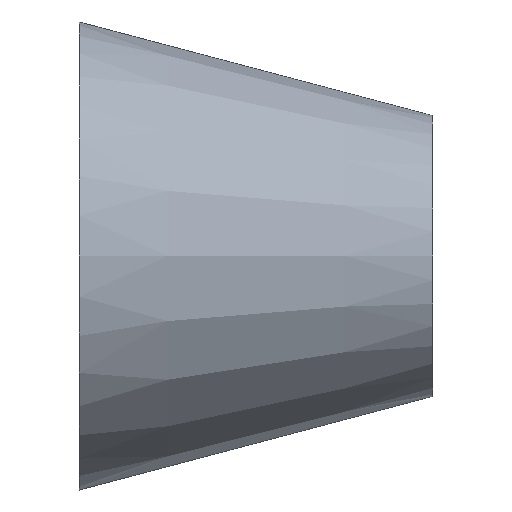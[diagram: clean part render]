
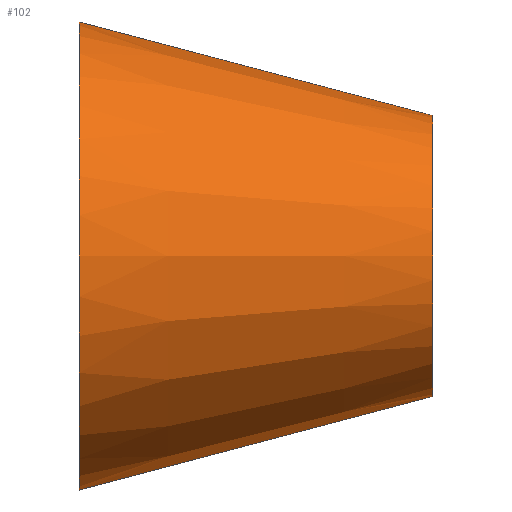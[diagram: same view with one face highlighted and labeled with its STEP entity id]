
A CAD part, front view. The second image highlights one B-rep face of the part: STEP entity #102.
In plain terms, the highlighted conical face has half-angle 14.82 degrees and reference radius 19.05 mm.
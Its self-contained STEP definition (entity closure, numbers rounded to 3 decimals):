
#2 = VERTEX_POINT ( 'NONE', #88 ) ;
#8 = DIRECTION ( 'NONE',  ( -1., 0., 0. ) ) ;
#10 = CARTESIAN_POINT ( 'NONE',  ( 48., -6.99, 0. ) ) ;
#16 = ORIENTED_EDGE ( 'NONE', *, *, #166, .T. ) ;
#20 = EDGE_CURVE ( 'NONE', #2, #22, #131, .T. ) ;
#22 = VERTEX_POINT ( 'NONE', #150 ) ;
#25 = CARTESIAN_POINT ( 'NONE',  ( 0., -6.99, 0. ) ) ;
#40 = CONICAL_SURFACE ( 'NONE', #132, 19.05, 0.259 ) ;
#41 = EDGE_CURVE ( 'NONE', #168, #2, #165, .T. ) ;
#49 = LINE ( 'NONE', #152, #164 ) ;
#50 = AXIS2_PLACEMENT_3D ( 'NONE', #25, #176, #113 ) ;
#56 = ORIENTED_EDGE ( 'NONE', *, *, #60, .T. ) ;
#60 = EDGE_CURVE ( 'NONE', #64, #22, #49, .T. ) ;
#61 = DIRECTION ( 'NONE',  ( 0., 0., 1. ) ) ;
#64 = VERTEX_POINT ( 'NONE', #73 ) ;
#73 = CARTESIAN_POINT ( 'NONE',  ( 48., -6.99, 19.05 ) ) ;
#75 = CIRCLE ( 'NONE', #89, 19.05 ) ;
#76 = CARTESIAN_POINT ( 'NONE',  ( 48., -6.99, 0. ) ) ;
#77 = CARTESIAN_POINT ( 'NONE',  ( 48., -6.99, -19.05 ) ) ;
#84 = FACE_OUTER_BOUND ( 'NONE', #186, .T. ) ;
#88 = CARTESIAN_POINT ( 'NONE',  ( 0., -6.99, -31.75 ) ) ;
#89 = AXIS2_PLACEMENT_3D ( 'NONE', #76, #8, #130 ) ;
#102 = ADVANCED_FACE ( 'NONE', ( #84 ), #40, .T. ) ;
#113 = DIRECTION ( 'NONE',  ( 0., 0., 1. ) ) ;
#130 = DIRECTION ( 'NONE',  ( 0., 0., 1. ) ) ;
#131 = CIRCLE ( 'NONE', #50, 31.75 ) ;
#132 = AXIS2_PLACEMENT_3D ( 'NONE', #10, #204, #61 ) ;
#133 = DIRECTION ( 'NONE',  ( -0.967, 0., 0.256 ) ) ;
#136 = ORIENTED_EDGE ( 'NONE', *, *, #20, .F. ) ;
#150 = CARTESIAN_POINT ( 'NONE',  ( 0., -6.99, 31.75 ) ) ;
#152 = CARTESIAN_POINT ( 'NONE',  ( 48., -6.99, 19.05 ) ) ;
#162 = ORIENTED_EDGE ( 'NONE', *, *, #41, .F. ) ;
#164 = VECTOR ( 'NONE', #133, 1000. ) ;
#165 = LINE ( 'NONE', #77, #206 ) ;
#166 = EDGE_CURVE ( 'NONE', #168, #64, #75, .T. ) ;
#168 = VERTEX_POINT ( 'NONE', #196 ) ;
#176 = DIRECTION ( 'NONE',  ( -1., 0., 0. ) ) ;
#177 = DIRECTION ( 'NONE',  ( -0.967, 0., -0.256 ) ) ;
#186 = EDGE_LOOP ( 'NONE', ( #162, #16, #56, #136 ) ) ;
#196 = CARTESIAN_POINT ( 'NONE',  ( 48., -6.99, -19.05 ) ) ;
#204 = DIRECTION ( 'NONE',  ( -1., 0., 0. ) ) ;
#206 = VECTOR ( 'NONE', #177, 1000. ) ;
